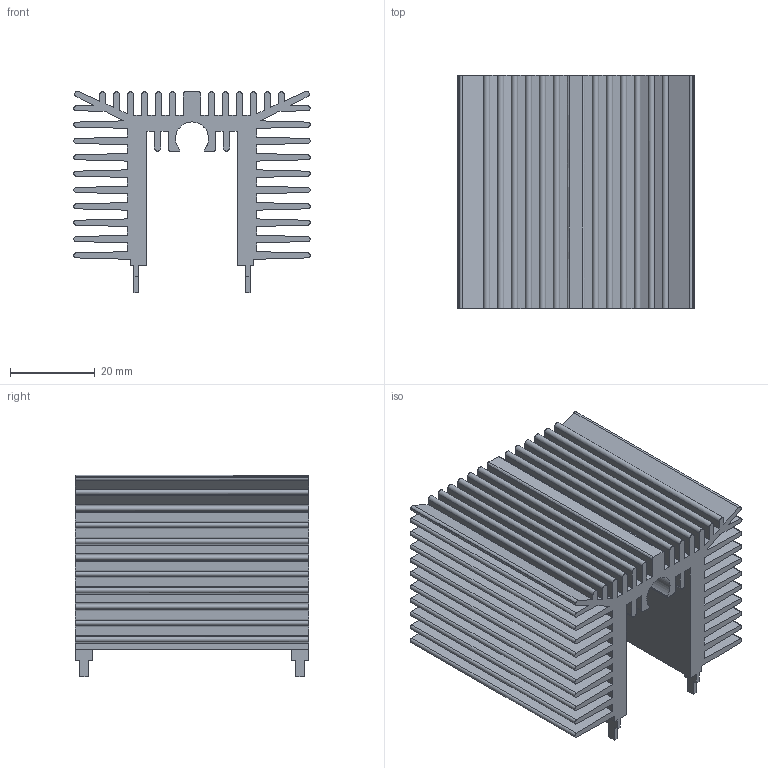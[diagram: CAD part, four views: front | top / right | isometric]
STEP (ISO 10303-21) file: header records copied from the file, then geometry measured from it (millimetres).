
FILE_DESCRIPTION(/* description */ (''),/* implementation_level */ '2;1');
FILE_NAME(/* name */ 'HSINK_OHMITE_MV-302-55E.stp',/* time_stamp */ '2016-07-13T10:25:03+02:00',/* author */ ('riccim'),/* organization */ ('SolidWorks'),/* preprocessor_version */ 'ST-DEVELOPER v15.5',/* originating_system */ 'AutoCAD Mechanical',/* authorisation */ ' ');
FILE_SCHEMA (('AUTOMOTIVE_DESIGN { 1 0 10303 214 3 1 1 }'));
Length unit declared in the file: millimetre
Products named in the file (1): Product
Bounding box: 55.8 x 55 x 47.54 mm (x, y, z)
Volume: 50352.5 mm3; surface area: 49811.5 mm2
Topology: 1 solids, 1 shells, 208 faces, 612 edges, 406 vertices
Faces by surface type: plane 165, bspline 43
Entity records: 8071 total; most frequent: CARTESIAN_POINT 2803, ORIENTED_EDGE 1224, DIRECTION 856, EDGE_CURVE 612, LINE 524, VECTOR 524, VERTEX_POINT 406, FACE_OUTER_BOUND 208
